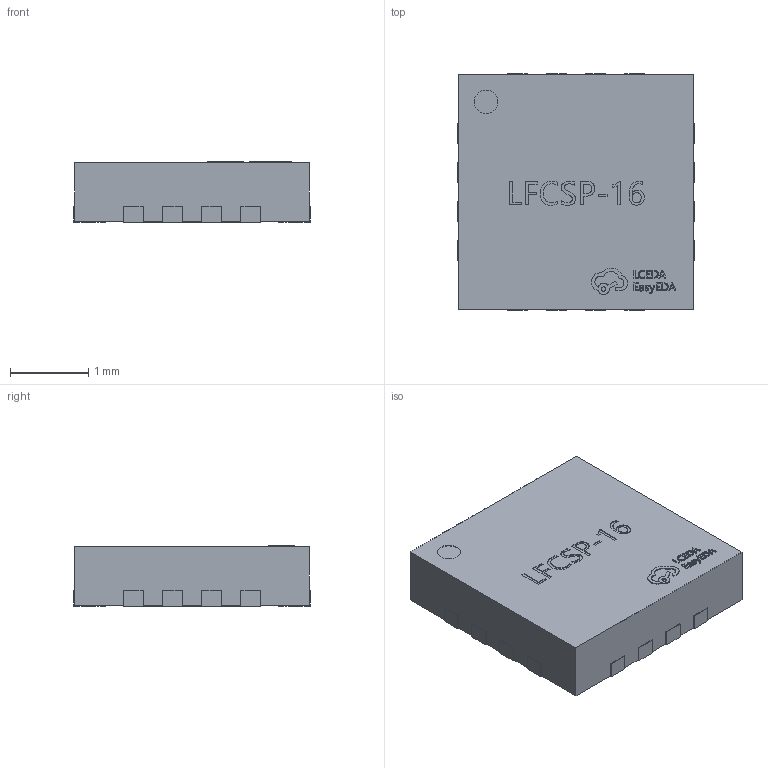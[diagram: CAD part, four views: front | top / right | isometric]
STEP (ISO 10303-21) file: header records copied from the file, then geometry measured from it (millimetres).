
FILE_DESCRIPTION (( 'STEP AP214' ), '1' );
FILE_NAME ('LFCSP-16_L3.0-W3.0-H0.8-P0.5.step', '2022-06-20T11:12:56', ( '' ), ( '' ), 'SwSTEP 2.0', 'SolidWorks 2020', '' );
FILE_SCHEMA (( 'AUTOMOTIVE_DESIGN' ));
Length unit declared in the file: millimetre
Products named in the file (1): LFCSP-16_L3.0-W3.0-H0.8-P0.5
Bounding box: 3.02 x 3.02 x 0.77 mm (x, y, z)
Volume: 6.8 mm3; surface area: 27.6 mm2
Topology: 1 solids, 1 shells, 484 faces, 1332 edges, 888 vertices
Faces by surface type: plane 312, bspline 150, cylinder 22
Entity records: 23846 total; most frequent: CARTESIAN_POINT 7151, ORIENTED_EDGE 2664, DIRECTION 1742, EDGE_CURVE 1332, VECTOR 984, LINE 984, VERTEX_POINT 888, EDGE_LOOP 522
